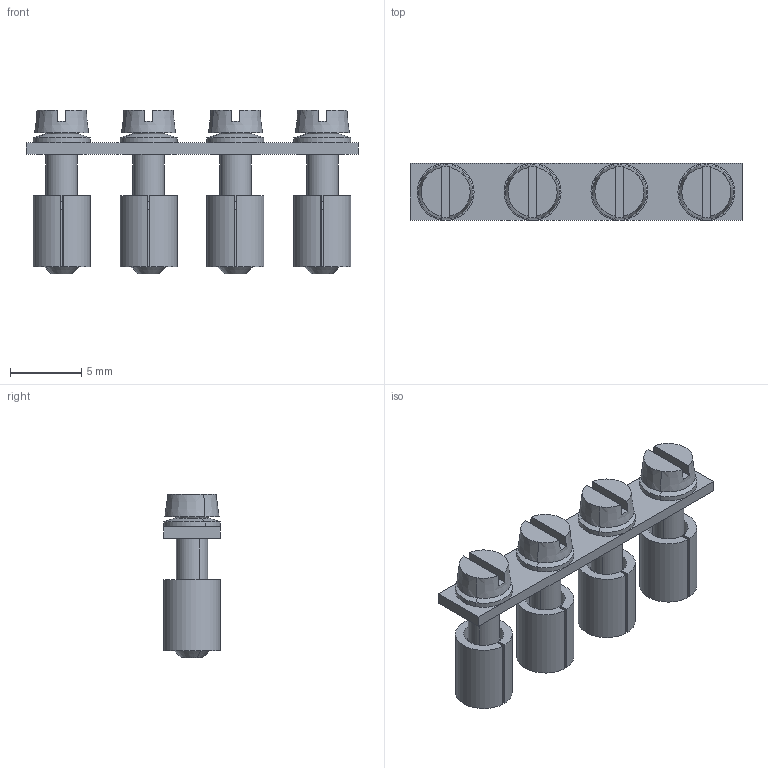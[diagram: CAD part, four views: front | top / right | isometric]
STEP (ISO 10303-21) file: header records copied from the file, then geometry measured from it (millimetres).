
FILE_DESCRIPTION(('CATIA V5 STEP Exchange','CAx-IF Rec.Pracs.--- Model Styling and Organization---1.4--- 2014-01-23'),'2;1');
FILE_NAME ('001806-4_1_0336600000_0336600000.stp','2021-12-06T09:08:43+00:00',('none'),('Weidmueller'),'CATIA Version 5-6 Release 2016 SP3 HF44','CATIA V5 STEP AP214','none');
FILE_SCHEMA(('AUTOMOTIVE_DESIGN { 1 0 10303 214 1 1 1 1 }'));
Length unit declared in the file: millimetre
Products named in the file (1): 0336600000
Bounding box: 23.3 x 4 x 11.5 mm (x, y, z)
Volume: 419.1 mm3; surface area: 1226.2 mm2
Topology: 9 solids, 9 shells, 146 faces, 316 edges, 200 vertices
Faces by surface type: plane 66, cylinder 40, cone 32, torus 8
Entity records: 3680 total; most frequent: CARTESIAN_POINT 669, ORIENTED_EDGE 632, DIRECTION 508, EDGE_CURVE 316, AXIS2_PLACEMENT_3D 257, VERTEX_POINT 200, EDGE_LOOP 166, CIRCLE 152
